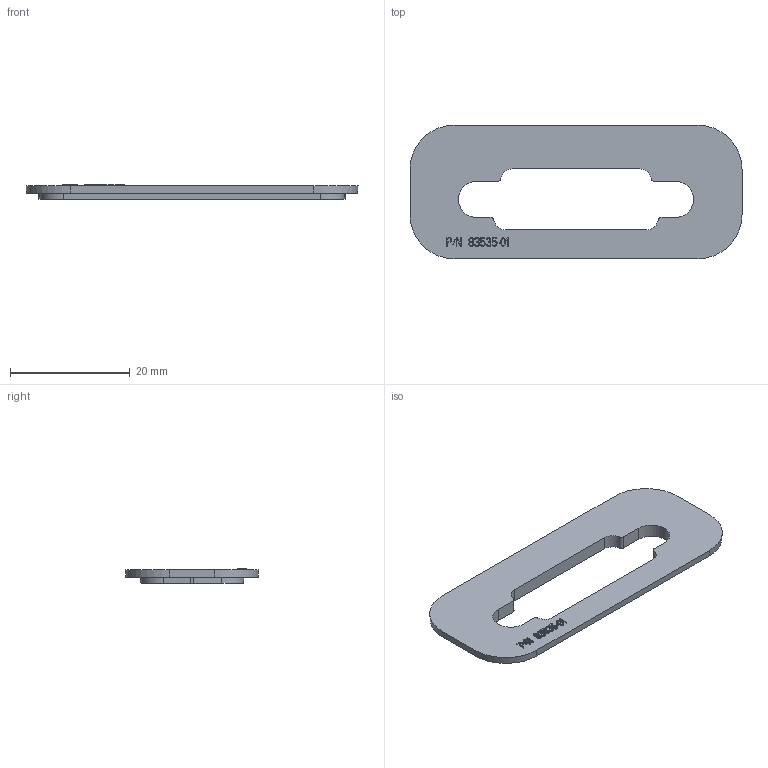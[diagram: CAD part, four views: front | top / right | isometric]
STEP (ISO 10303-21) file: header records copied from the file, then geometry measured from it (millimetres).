
FILE_DESCRIPTION(/* description */ (''),/* implementation_level */ '2;1');
FILE_NAME(/* name */ 'PP-2AA PANEL.stp',/* time_stamp */ '2015-02-10T13:51:56+02:00',/* author */ ('Konstantin Nasedkin'),/* organization */ (''),/* preprocessor_version */ 'ST-DEVELOPER v15.2',/* originating_system */ 'Autodesk Inventor 2014',/* authorisation */ '');
FILE_SCHEMA (('AUTOMOTIVE_DESIGN { 1 0 10303 214 3 1 1 }'));
Length unit declared in the file: inch
Products named in the file (1): PP-2AA PANEL 12 канальная
Bounding box: 55.54 x 22.33 x 2.44 mm (x, y, z)
Volume: 1616.3 mm3; surface area: 2216.5 mm2
Topology: 1 solids, 1 shells, 409 faces, 1173 edges, 782 vertices
Faces by surface type: plane 391, cylinder 10, cone 4, bspline 4
Entity records: 13637 total; most frequent: CARTESIAN_POINT 2881, ORIENTED_EDGE 2346, DIRECTION 2005, EDGE_CURVE 1173, LINE 1137, VECTOR 1137, VERTEX_POINT 782, AXIS2_PLACEMENT_3D 434
